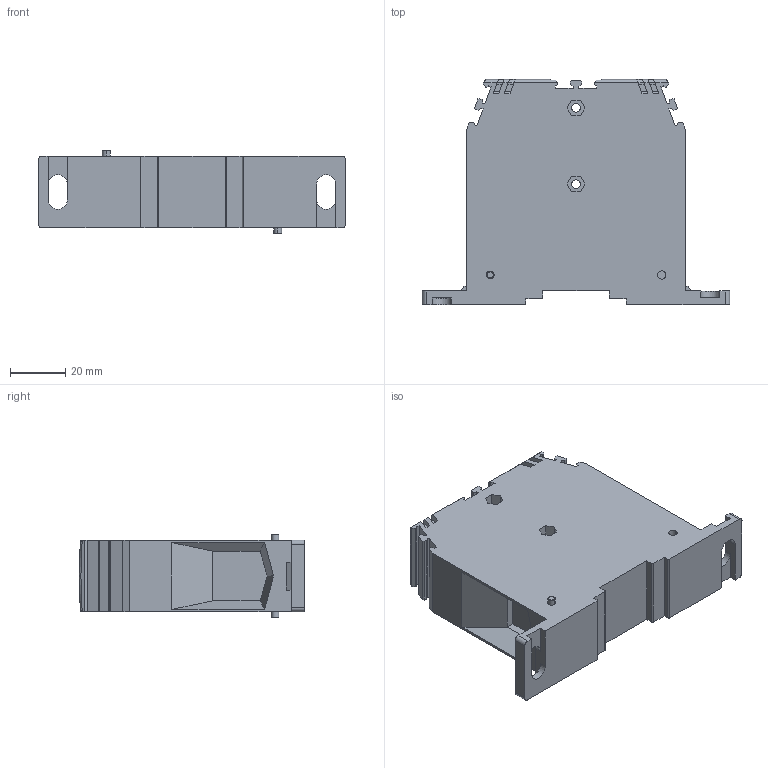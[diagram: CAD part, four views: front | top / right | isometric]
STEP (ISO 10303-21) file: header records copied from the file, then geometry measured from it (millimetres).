
FILE_DESCRIPTION((''),'2;1');
FILE_NAME('003903212_ESC-GPA_95_FIX_ASM','2022-07-14T10:28:10',('klemen.sitar'),('Audax d.o.o.'),'CREO PARAMETRIC BY PTC INC, 2021304','CREO PARAMETRIC BY PTC INC, 2021304','');
FILE_SCHEMA(('AP242_MANAGED_MODEL_BASED_3D_ENGINEERING_MIM_LF { 1 0 10303 442 1 1 4 }'));
Length unit declared in the file: millimetre
Products named in the file (3): GPA_95_FIX-84780_1; TYPE_1___FI-7_09MM; 003903212_ESC-GPA_95_FIX_ASM
Assembly tree (3 placements, depth 2):
  003903212_ESC-GPA_95_FIX_ASM
    GPA_95_FIX-84780_1
    TYPE_1___FI-7_09MM  x2
Bounding box: 111 x 81.62 x 30 mm (x, y, z)
Volume: 146949.6 mm3; surface area: 26572.5 mm2
Topology: 3 solids, 3 shells, 356 faces, 1007 edges, 661 vertices
Faces by surface type: plane 256, cylinder 56, cone 20, torus 12, bspline 8, sphere 4
Entity records: 15683 total; most frequent: CARTESIAN_POINT 2486, ORIENTED_EDGE 1762, DIRECTION 1604, PRESENTATION_STYLE_ASSIGNMENT 1160, STYLED_ITEM 1160, CURVE_STYLE 888, EDGE_CURVE 881, VECTOR 702
